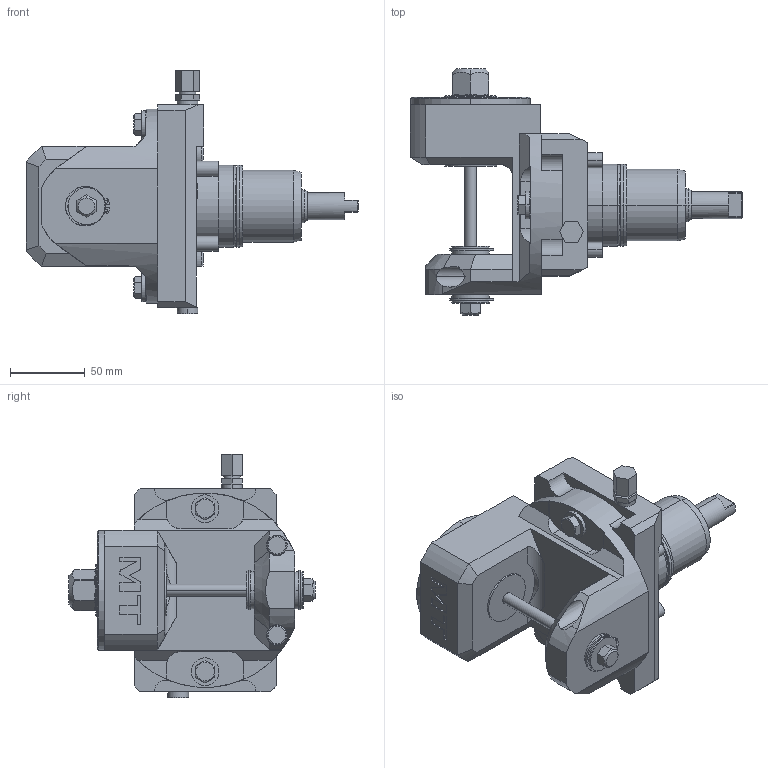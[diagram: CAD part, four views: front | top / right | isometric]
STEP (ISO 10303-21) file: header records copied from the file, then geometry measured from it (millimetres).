
FILE_DESCRIPTION((''),'2;1');
FILE_NAME('NKM1941108_CONF','2023-06-23T14:27:00',('gvalli'),('M.T. srl'),'CREO PARAMETRIC BY PTC INC, 2021072','CREO PARAMETRIC BY PTC INC, 2021072','');
FILE_SCHEMA(('CONFIG_CONTROL_DESIGN'));
Length unit declared in the file: millimetre
Products named in the file (1): NKM1941108_CONF
Bounding box: 222 x 164.5 x 163 mm (x, y, z)
Volume: 1069416.7 mm3; surface area: 103231.3 mm2
Topology: 1 solids, 1 shells, 382 faces, 947 edges, 602 vertices
Faces by surface type: plane 218, cylinder 111, cone 41, torus 10, extrusion 2
Entity records: 12430 total; most frequent: CARTESIAN_POINT 3162, DIRECTION 1979, ORIENTED_EDGE 1894, EDGE_CURVE 947, AXIS2_PLACEMENT_3D 734, VERTEX_POINT 602, VECTOR 511, LINE 509
